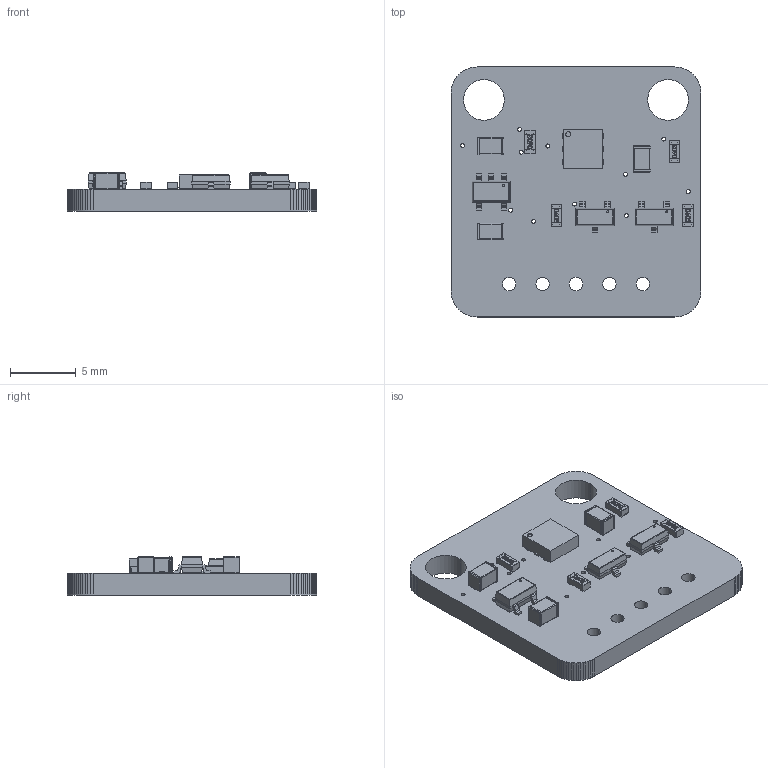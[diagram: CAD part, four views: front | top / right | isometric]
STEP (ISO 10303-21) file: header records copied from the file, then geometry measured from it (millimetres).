
FILE_DESCRIPTION(('PCB Model'),'2;1');
FILE_NAME('SHT2X.STEP','2021-01-02T14:50:28',('pritesh') ,('Unspecified'),'Open CASCADE STEP processor 6.8','Proteus','Unknown' );
FILE_SCHEMA(('AUTOMOTIVE_DESIGN { 1 0 10303 214 1 1 1 1 }'));
Length unit declared in the file: millimetre
Products named in the file (60): Open CASCADE STEP translator 6.8 1; Layer_1; U1; Open CASCADE STEP translator 6.8 1.2.1; Body_1; =>[0:1:1:2]; =>[0:1:1:3]; =>[0:1:1:4]; SOLID; U2; Open CASCADE STEP translator 6.8 1.3.1; C2; Open CASCADE STEP translator 6.8 1.4.1; Part_3; Part_2; Part_1; C3; Open CASCADE STEP translator 6.8 1.5.1; Q1; Open CASCADE STEP translator 6.8 1.6.1; Q2; Open CASCADE STEP translator 6.8 1.7.1; C1; Open CASCADE STEP translator 6.8 1.8.1; R2; Open CASCADE STEP translator 6.8 1.9.1; =>[0:1:1:5]; =>[0:1:1:6]; R3; Open CASCADE STEP translator 6.8 1.10.1; R4; Open CASCADE STEP translator 6.8 1.11.1; R5; Open CASCADE STEP translator 6.8 1.12.1
Assembly tree (69 placements, depth 6):
  Open CASCADE STEP translator 6.8 1
    Layer_1
    U1
      Open CASCADE STEP translator 6.8 1.2.1
        Body_1
          =>[0:1:1:2]
          =>[0:1:1:3]
          =>[0:1:1:4]
            SOLID
            SOLID
            SOLID
            SOLID
            SOLID
            SOLID
    U2
      Open CASCADE STEP translator 6.8 1.3.1
        Body_1
          =>[0:1:1:2]
          =>[0:1:1:3]
            SOLID
            SOLID
            SOLID
          =>[0:1:1:4]
            SOLID
            SOLID
    C2
      Open CASCADE STEP translator 6.8 1.4.1
        Body_1
          Part_3
          Part_2
          Part_1
    C3
      Open CASCADE STEP translator 6.8 1.5.1
        Body_1
          Part_3
          Part_2
          Part_1
    Q1
      Open CASCADE STEP translator 6.8 1.6.1
        Body_1
          =>[0:1:1:2]
          =>[0:1:1:3]
            SOLID
            SOLID
          =>[0:1:1:4]
    Q2
      Open CASCADE STEP translator 6.8 1.7.1
        Body_1
          =>[0:1:1:2]
          =>[0:1:1:3]
            SOLID
            SOLID
          =>[0:1:1:4]
    C1
      Open CASCADE STEP translator 6.8 1.8.1
        Body_1
          Part_3
          Part_2
          Part_1
    R2
Bounding box: 19 x 19 x 2.89 mm (x, y, z)
Volume: 590 mm3; surface area: 1074.7 mm2
Topology: 48 solids, 48 shells, 889 faces, 2187 edges, 1402 vertices
Faces by surface type: plane 540, bspline 164, cylinder 161, sphere 24
Entity records: 18712 total; most frequent: CARTESIAN_POINT 5280, ORIENTED_EDGE 2222, DIRECTION 2156, EDGE_CURVE 1111, LINE 820, VECTOR 820, VERTEX_POINT 722, AXIS2_PLACEMENT_3D 668
